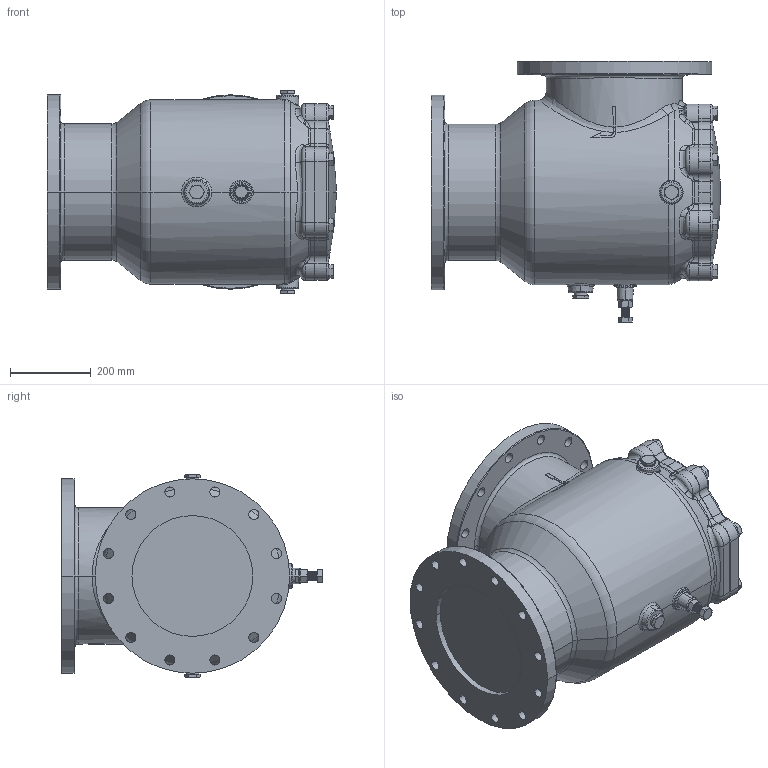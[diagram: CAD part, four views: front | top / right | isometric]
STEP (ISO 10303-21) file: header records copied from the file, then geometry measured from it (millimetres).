
FILE_DESCRIPTION (( 'STEP AP214' ), '1' );
FILE_NAME ('SD-12in_12in-125Lb.STEP', '2017-09-14T20:29:42', ( '' ), ( '' ), 'SwSTEP 2.0', 'SolidWorks 2013', '' );
FILE_SCHEMA (( 'AUTOMOTIVE_DESIGN' ));
Length unit declared in the file: inch
Products named in the file (3): X1SD-12in_12in-125Lb; SD-12in_12in-125Lb
Assembly tree (2 placements, depth 2):
  SD-12in_12in-125Lb
    SD-12in_12in-125Lb
    X1SD-12in_12in-125Lb
Bounding box: 717.68 x 648 x 504 mm (x, y, z)
Volume: 112804703.5 mm3; surface area: 2175263.4 mm2
Topology: 2 solids, 12 shells, 1067 faces, 2737 edges, 1718 vertices
Faces by surface type: cylinder 523, plane 196, cone 133, bspline 122, torus 87, sphere 6
Entity records: 101118 total; most frequent: CARTESIAN_POINT 77683, ORIENTED_EDGE 5458, DIRECTION 4384, EDGE_CURVE 2729, AXIS2_PLACEMENT_3D 1781, VERTEX_POINT 1718, EDGE_LOOP 1163, ADVANCED_FACE 1067
